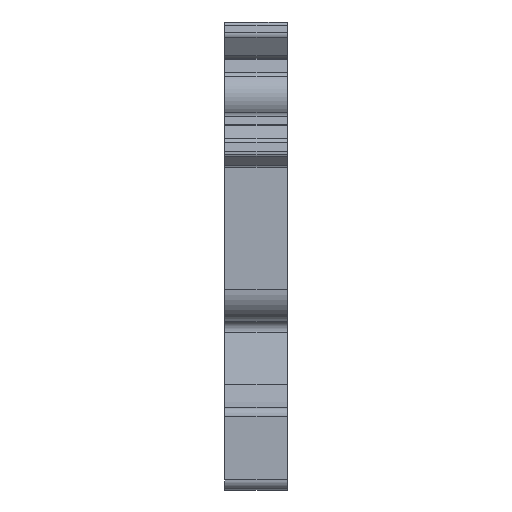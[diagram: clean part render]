
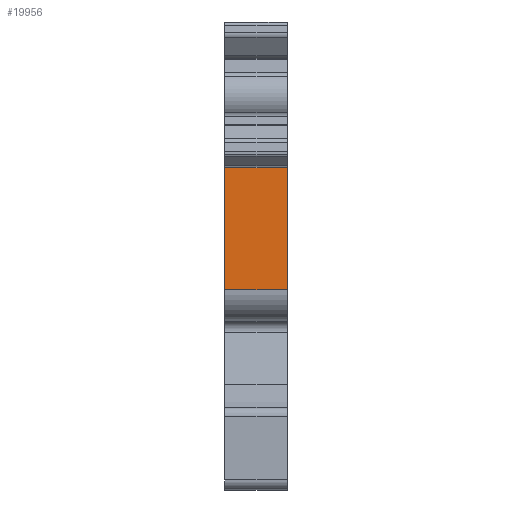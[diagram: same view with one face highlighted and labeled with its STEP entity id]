
A CAD part, left-side view. The second image highlights one B-rep face of the part: STEP entity #19956.
In plain terms, the highlighted planar face has unit normal (-1, 0, 0).
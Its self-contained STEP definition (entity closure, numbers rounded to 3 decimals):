
#859 = ORIENTED_EDGE ( 'NONE', *, *, #30227, .T. ) ;
#1683 = VECTOR ( 'NONE', #33026, 1000. ) ;
#4381 = EDGE_CURVE ( 'NONE', #14008, #16152, #4975, .T. ) ;
#4975 = LINE ( 'NONE', #33541, #23831 ) ;
#5358 = DIRECTION ( 'NONE',  ( 0., 0., -1. ) ) ;
#5400 = CARTESIAN_POINT ( 'NONE',  ( -53.25, 72.277, 18.488 ) ) ;
#7151 = LINE ( 'NONE', #35526, #1683 ) ;
#8325 = FACE_OUTER_BOUND ( 'NONE', #30562, .T. ) ;
#10545 = VECTOR ( 'NONE', #16972, 1000. ) ;
#10786 = VERTEX_POINT ( 'NONE', #33466 ) ;
#11440 = VERTEX_POINT ( 'NONE', #37007 ) ;
#14008 = VERTEX_POINT ( 'NONE', #32940 ) ;
#14873 = LINE ( 'NONE', #5400, #10545 ) ;
#16152 = VERTEX_POINT ( 'NONE', #20023 ) ;
#16475 = CARTESIAN_POINT ( 'NONE',  ( -53.25, 4.95, 19.235 ) ) ;
#16662 = DIRECTION ( 'NONE',  ( 0., 0., 1. ) ) ;
#16972 = DIRECTION ( 'NONE',  ( 0., -1., 0. ) ) ;
#19638 = ORIENTED_EDGE ( 'NONE', *, *, #4381, .T. ) ;
#19956 = ADVANCED_FACE ( 'NONE', ( #8325 ), #34205, .T. ) ;
#20023 = CARTESIAN_POINT ( 'NONE',  ( -53.25, 0., 8.734 ) ) ;
#23081 = LINE ( 'NONE', #30551, #25407 ) ;
#23831 = VECTOR ( 'NONE', #36617, 1000. ) ;
#25407 = VECTOR ( 'NONE', #5358, 1000. ) ;
#26310 = EDGE_CURVE ( 'NONE', #11440, #16152, #23081, .T. ) ;
#30227 = EDGE_CURVE ( 'NONE', #10786, #14008, #7151, .T. ) ;
#30492 = EDGE_CURVE ( 'NONE', #10786, #11440, #14873, .T. ) ;
#30551 = CARTESIAN_POINT ( 'NONE',  ( -53.25, 0., 19.235 ) ) ;
#30562 = EDGE_LOOP ( 'NONE', ( #37159, #859, #19638, #30835 ) ) ;
#30835 = ORIENTED_EDGE ( 'NONE', *, *, #26310, .F. ) ;
#31159 = DIRECTION ( 'NONE',  ( -1., 0., 0. ) ) ;
#32940 = CARTESIAN_POINT ( 'NONE',  ( -53.25, 5., 8.734 ) ) ;
#33026 = DIRECTION ( 'NONE',  ( 0., 0., -1. ) ) ;
#33466 = CARTESIAN_POINT ( 'NONE',  ( -53.25, 5., 18.488 ) ) ;
#33541 = CARTESIAN_POINT ( 'NONE',  ( -53.25, 4.95, 8.734 ) ) ;
#34205 = PLANE ( 'NONE',  #37406 ) ;
#35526 = CARTESIAN_POINT ( 'NONE',  ( -53.25, 5., 18.488 ) ) ;
#36617 = DIRECTION ( 'NONE',  ( 0., -1., 0. ) ) ;
#37007 = CARTESIAN_POINT ( 'NONE',  ( -53.25, 0., 18.488 ) ) ;
#37159 = ORIENTED_EDGE ( 'NONE', *, *, #30492, .F. ) ;
#37406 = AXIS2_PLACEMENT_3D ( 'NONE', #16475, #31159, #16662 ) ;
